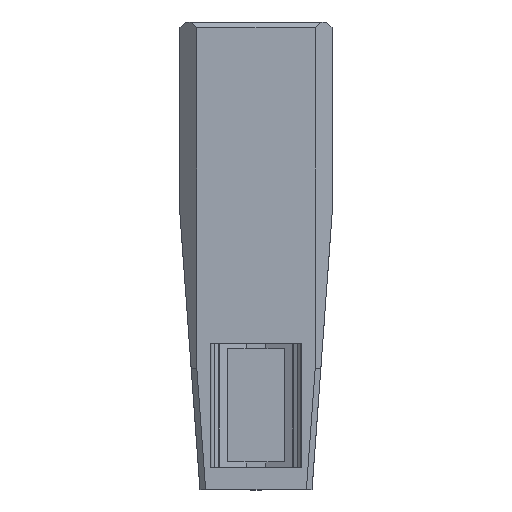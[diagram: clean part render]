
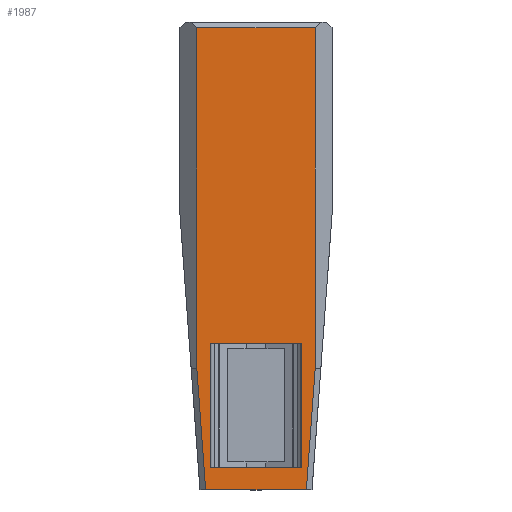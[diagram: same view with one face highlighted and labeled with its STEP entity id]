
A CAD part, top view. The second image highlights one B-rep face of the part: STEP entity #1987.
In plain terms, the highlighted planar face has unit normal (0, 0, 1).
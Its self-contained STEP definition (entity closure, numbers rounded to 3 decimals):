
#36=FACE_BOUND('',#693,.T.);
#188=LINE('',#3061,#399);
#189=LINE('',#3063,#400);
#190=LINE('',#3065,#401);
#191=LINE('',#3067,#402);
#192=LINE('',#3069,#403);
#193=LINE('',#3070,#404);
#194=LINE('',#3073,#405);
#195=LINE('',#3075,#406);
#196=LINE('',#3077,#407);
#197=LINE('',#3078,#408);
#399=VECTOR('',#2431,1000.);
#400=VECTOR('',#2432,1000.);
#401=VECTOR('',#2433,1000.);
#402=VECTOR('',#2434,1000.);
#403=VECTOR('',#2435,1000.);
#404=VECTOR('',#2436,1000.);
#405=VECTOR('',#2437,1000.);
#406=VECTOR('',#2438,1000.);
#407=VECTOR('',#2439,1000.);
#408=VECTOR('',#2440,1000.);
#577=FACE_OUTER_BOUND('',#692,.T.);
#692=EDGE_LOOP('',(#1419,#1420,#1421,#1422,#1423,#1424));
#693=EDGE_LOOP('',(#1425,#1426,#1427,#1428));
#887=VERTEX_POINT('',#3059);
#888=VERTEX_POINT('',#3060);
#889=VERTEX_POINT('',#3062);
#890=VERTEX_POINT('',#3064);
#891=VERTEX_POINT('',#3066);
#892=VERTEX_POINT('',#3068);
#893=VERTEX_POINT('',#3071);
#894=VERTEX_POINT('',#3072);
#895=VERTEX_POINT('',#3074);
#896=VERTEX_POINT('',#3076);
#1096=EDGE_CURVE('',#887,#888,#188,.T.);
#1097=EDGE_CURVE('',#888,#889,#189,.T.);
#1098=EDGE_CURVE('',#889,#890,#190,.T.);
#1099=EDGE_CURVE('',#890,#891,#191,.T.);
#1100=EDGE_CURVE('',#892,#891,#192,.T.);
#1101=EDGE_CURVE('',#892,#887,#193,.T.);
#1102=EDGE_CURVE('',#893,#894,#194,.T.);
#1103=EDGE_CURVE('',#893,#895,#195,.T.);
#1104=EDGE_CURVE('',#895,#896,#196,.T.);
#1105=EDGE_CURVE('',#894,#896,#197,.T.);
#1419=ORIENTED_EDGE('',*,*,#1096,.T.);
#1420=ORIENTED_EDGE('',*,*,#1097,.T.);
#1421=ORIENTED_EDGE('',*,*,#1098,.T.);
#1422=ORIENTED_EDGE('',*,*,#1099,.T.);
#1423=ORIENTED_EDGE('',*,*,#1100,.F.);
#1424=ORIENTED_EDGE('',*,*,#1101,.T.);
#1425=ORIENTED_EDGE('',*,*,#1102,.F.);
#1426=ORIENTED_EDGE('',*,*,#1103,.T.);
#1427=ORIENTED_EDGE('',*,*,#1104,.T.);
#1428=ORIENTED_EDGE('',*,*,#1105,.F.);
#1892=PLANE('',#2142);
#1987=ADVANCED_FACE('',(#577,#36),#1892,.T.);
#2142=AXIS2_PLACEMENT_3D('',#3058,#2429,#2430);
#2429=DIRECTION('center_axis',(0.,0.,1.));
#2430=DIRECTION('ref_axis',(1.,0.,0.));
#2431=DIRECTION('',(0.,1.,0.));
#2432=DIRECTION('',(-1.,0.,0.));
#2433=DIRECTION('',(0.,-1.,0.));
#2434=DIRECTION('',(0.072,-0.997,0.));
#2435=DIRECTION('',(-1.,0.,0.));
#2436=DIRECTION('',(0.072,0.997,0.));
#2437=DIRECTION('',(0.,-1.,0.));
#2438=DIRECTION('',(1.,0.,0.));
#2439=DIRECTION('',(0.,-1.,0.));
#2440=DIRECTION('',(1.,0.,0.));
#3058=CARTESIAN_POINT('Origin',(101.75,316.8,268.699));
#3059=CARTESIAN_POINT('',(10.5,477.067,268.699));
#3060=CARTESIAN_POINT('',(10.5,537.55,268.699));
#3061=CARTESIAN_POINT('',(10.5,316.8,268.699));
#3062=CARTESIAN_POINT('',(-10.5,537.55,268.699));
#3063=CARTESIAN_POINT('',(101.75,537.55,268.699));
#3064=CARTESIAN_POINT('',(-10.5,477.067,268.699));
#3065=CARTESIAN_POINT('',(-10.5,316.8,268.699));
#3066=CARTESIAN_POINT('',(-8.936,455.55,268.699));
#3067=CARTESIAN_POINT('',(1.676,309.527,268.699));
#3068=CARTESIAN_POINT('',(8.936,455.55,268.699));
#3069=CARTESIAN_POINT('',(0.,455.55,268.699));
#3070=CARTESIAN_POINT('',(-0.607,324.239,268.699));
#3071=CARTESIAN_POINT('',(-8.088,481.55,268.699));
#3072=CARTESIAN_POINT('',(-8.088,459.55,268.699));
#3073=CARTESIAN_POINT('',(-8.088,481.55,268.699));
#3074=CARTESIAN_POINT('',(8.088,481.55,268.699));
#3075=CARTESIAN_POINT('',(0.,481.55,268.699));
#3076=CARTESIAN_POINT('',(8.088,459.55,268.699));
#3077=CARTESIAN_POINT('',(8.088,481.55,268.699));
#3078=CARTESIAN_POINT('',(0.,459.55,268.699));
